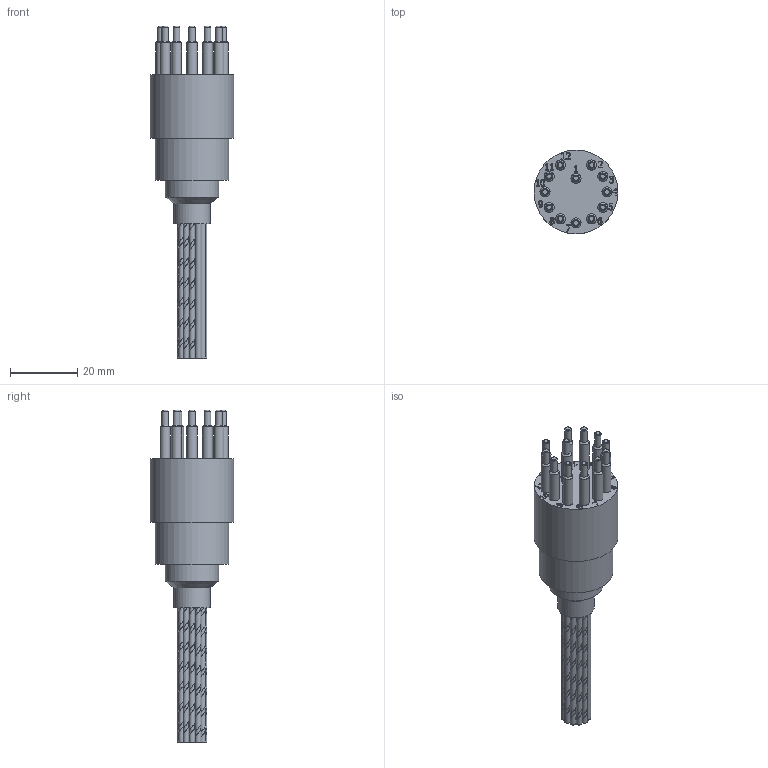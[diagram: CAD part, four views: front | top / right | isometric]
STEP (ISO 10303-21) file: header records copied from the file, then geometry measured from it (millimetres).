
FILE_DESCRIPTION(/* description */ (''),/* implementation_level */ '2;1');
FILE_NAME(/* name */ 'MCOM12M.stp',/* time_stamp */ '2014-11-26T09:52:41+01:00',/* author */ ('sh'),/* organization */ (''),/* preprocessor_version */ 'ST-DEVELOPER v15.2',/* originating_system */ 'Autodesk Inventor 2014',/* authorisation */ '');
FILE_SCHEMA (('AUTOMOTIVE_DESIGN { 1 0 10303 214 3 1 1 }'));
Length unit declared in the file: millimetre
Products named in the file (1): MCOM12M
Bounding box: 25 x 25 x 99 mm (x, y, z)
Volume: 17781.6 mm3; surface area: 8404 mm2
Topology: 1 solids, 1 shells, 378 faces, 936 edges, 608 vertices
Faces by surface type: plane 166, bspline 140, cylinder 47, cone 25
Full cylindrical faces by diameter (mm): 1.7 x6, 2 x12, 3 x12, 9 x1, 11 x1, 16 x1, 22 x1, 25 x1
Entity records: 15932 total; most frequent: CARTESIAN_POINT 7717, ORIENTED_EDGE 1748, DIRECTION 1166, EDGE_CURVE 874, VERTEX_POINT 606, LINE 488, VECTOR 488, EDGE_LOOP 486
